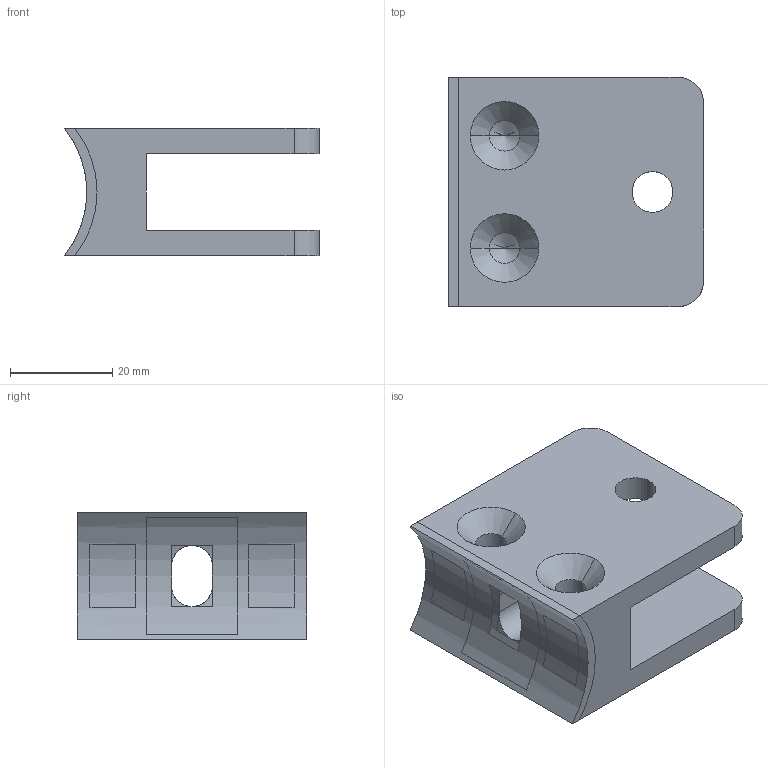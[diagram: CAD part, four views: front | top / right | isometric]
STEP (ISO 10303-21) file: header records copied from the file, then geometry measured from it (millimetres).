
FILE_DESCRIPTION((''),'2;1');
FILE_NAME('GLASKLEMME_ECKIG_MODELL_230P','2019-04-16T10:42:04',('wgogel'),('Gerresheimer Regensburg GmbH'),'CREO PARAMETRIC BY PTC INC, 2018190','CREO PARAMETRIC BY PTC INC, 2018190','');
FILE_SCHEMA(('CONFIG_CONTROL_DESIGN','SHAPE_APPEARANCE_LAYERS_GROUPS'));
Length unit declared in the file: millimetre
Products named in the file (1): GLASKLEMME_ECKIG_MODELL_230P
Bounding box: 50 x 45 x 25 mm (x, y, z)
Volume: 26147.8 mm3; surface area: 14366.2 mm2
Topology: 1 solids, 3 shells, 59 faces, 171 edges, 124 vertices
Faces by surface type: plane 27, cylinder 20, cone 12
Entity records: 2118 total; most frequent: CARTESIAN_POINT 435, DIRECTION 331, ORIENTED_EDGE 304, EDGE_CURVE 160, AXIS2_PLACEMENT_3D 120, VERTEX_POINT 110, VECTOR 91, LINE 91
